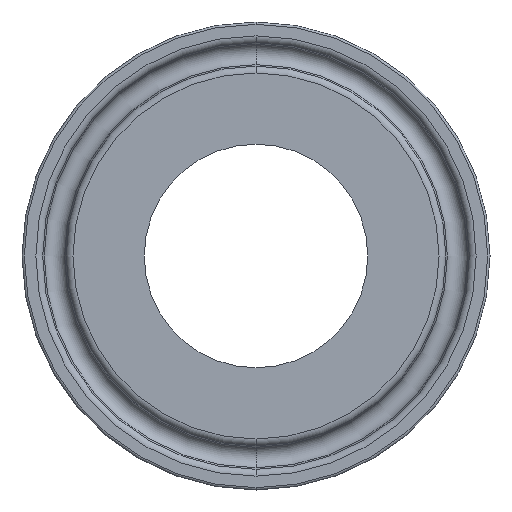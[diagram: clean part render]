
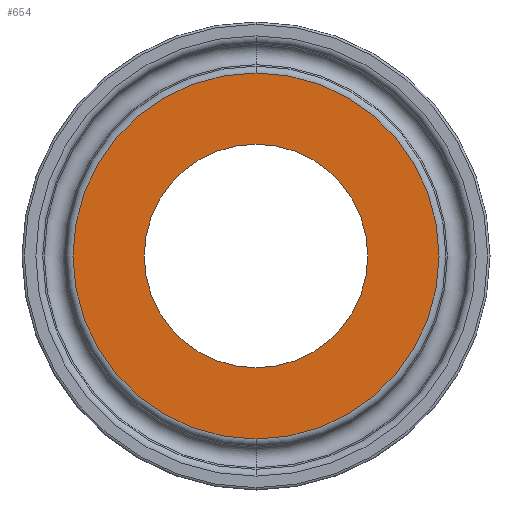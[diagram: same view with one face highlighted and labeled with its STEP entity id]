
A CAD part, front view. The second image highlights one B-rep face of the part: STEP entity #654.
In plain terms, the highlighted planar face has unit normal (0, -1, 0).
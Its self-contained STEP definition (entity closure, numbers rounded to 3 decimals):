
#45 = DIRECTION ( 'NONE',  ( 0., 0., 1. ) ) ;
#92 = AXIS2_PLACEMENT_3D ( 'NONE', #1164, #857, #959 ) ;
#122 = AXIS2_PLACEMENT_3D ( 'NONE', #361, #739, #158 ) ;
#158 = DIRECTION ( 'NONE',  ( 0., 0., 1. ) ) ;
#181 = ORIENTED_EDGE ( 'NONE', *, *, #730, .T. ) ;
#188 = VERTEX_POINT ( 'NONE', #832 ) ;
#223 = CIRCLE ( 'NONE', #366, 19.747 ) ;
#238 = CIRCLE ( 'NONE', #1106, 12.058 ) ;
#243 = FACE_OUTER_BOUND ( 'NONE', #897, .T. ) ;
#264 = DIRECTION ( 'NONE',  ( 0., -1., 0. ) ) ;
#305 = EDGE_CURVE ( 'NONE', #188, #1144, #441, .T. ) ;
#339 = DIRECTION ( 'NONE',  ( 0., 1., 0. ) ) ;
#342 = FACE_BOUND ( 'NONE', #668, .T. ) ;
#354 = VERTEX_POINT ( 'NONE', #974 ) ;
#361 = CARTESIAN_POINT ( 'NONE',  ( 12.058, 0., 0. ) ) ;
#364 = ORIENTED_EDGE ( 'NONE', *, *, #641, .T. ) ;
#366 = AXIS2_PLACEMENT_3D ( 'NONE', #539, #264, #824 ) ;
#441 = CIRCLE ( 'NONE', #92, 19.747 ) ;
#533 = DIRECTION ( 'NONE',  ( 0., 0., 1. ) ) ;
#539 = CARTESIAN_POINT ( 'NONE',  ( 0., 0., 0. ) ) ;
#548 = AXIS2_PLACEMENT_3D ( 'NONE', #645, #733, #45 ) ;
#614 = VERTEX_POINT ( 'NONE', #788 ) ;
#641 = EDGE_CURVE ( 'NONE', #614, #354, #1090, .T. ) ;
#645 = CARTESIAN_POINT ( 'NONE',  ( 0., 0., 0. ) ) ;
#654 = ADVANCED_FACE ( 'NONE', ( #243, #342 ), #1228, .F. ) ;
#668 = EDGE_LOOP ( 'NONE', ( #903, #364 ) ) ;
#730 = EDGE_CURVE ( 'NONE', #1144, #188, #223, .T. ) ;
#733 = DIRECTION ( 'NONE',  ( 0., 1., 0. ) ) ;
#739 = DIRECTION ( 'NONE',  ( 0., 1., 0. ) ) ;
#788 = CARTESIAN_POINT ( 'NONE',  ( 0., 0., -12.058 ) ) ;
#824 = DIRECTION ( 'NONE',  ( 0., 0., 1. ) ) ;
#832 = CARTESIAN_POINT ( 'NONE',  ( 0., 0., -19.747 ) ) ;
#857 = DIRECTION ( 'NONE',  ( 0., -1., 0. ) ) ;
#897 = EDGE_LOOP ( 'NONE', ( #181, #1252 ) ) ;
#903 = ORIENTED_EDGE ( 'NONE', *, *, #1100, .T. ) ;
#928 = CARTESIAN_POINT ( 'NONE',  ( 0., 0., 0. ) ) ;
#959 = DIRECTION ( 'NONE',  ( 0., 0., 1. ) ) ;
#974 = CARTESIAN_POINT ( 'NONE',  ( 0., 0., 12.058 ) ) ;
#1090 = CIRCLE ( 'NONE', #548, 12.058 ) ;
#1100 = EDGE_CURVE ( 'NONE', #354, #614, #238, .T. ) ;
#1106 = AXIS2_PLACEMENT_3D ( 'NONE', #928, #339, #533 ) ;
#1125 = CARTESIAN_POINT ( 'NONE',  ( 0., 0., 19.747 ) ) ;
#1144 = VERTEX_POINT ( 'NONE', #1125 ) ;
#1164 = CARTESIAN_POINT ( 'NONE',  ( 0., 0., 0. ) ) ;
#1228 = PLANE ( 'NONE',  #122 ) ;
#1252 = ORIENTED_EDGE ( 'NONE', *, *, #305, .T. ) ;
